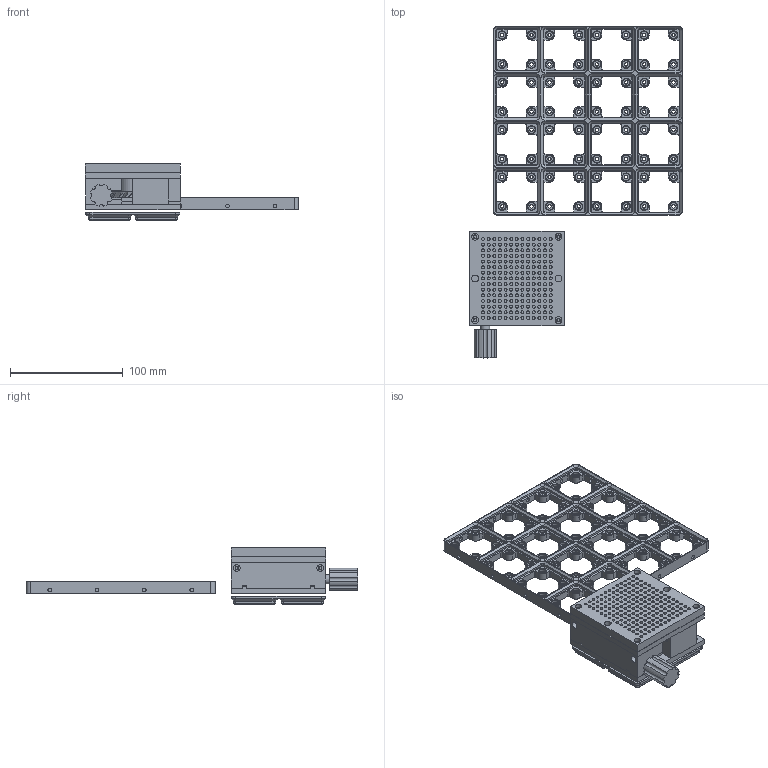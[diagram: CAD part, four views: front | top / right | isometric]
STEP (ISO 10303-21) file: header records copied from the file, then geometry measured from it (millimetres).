
FILE_DESCRIPTION(('FreeCAD Model'),'2;1');
FILE_NAME('Open CASCADE Shape Model','2025-02-16T16:22:07',('Author'),( ''),'Open CASCADE STEP processor 7.8','FreeCAD','Unknown');
FILE_SCHEMA(('AUTOMOTIVE_DESIGN { 1 0 10303 214 1 1 1 1 }'));
Length unit declared in the file: millimetre
Products named in the file (11): Rotary_Stage_v2; Cycloid Gear; Worm Gear Adjustor; Top Plate; Midplate A; Midplate B; Base Plate; Worm Gear Spacer; M3 5mm Spaced Mounting Plate; Gridfinity Base Plate; Screw Together Mesh
Assembly tree (10 placements, depth 2):
  Rotary_Stage_v2
    Cycloid Gear
    Worm Gear Adjustor
    Top Plate
    Midplate A
    Midplate B
    Base Plate
    Worm Gear Spacer
    M3 5mm Spaced Mounting Plate
    Gridfinity Base Plate
    Screw Together Mesh
Bounding box: 189 x 294.5 x 49.85 mm (x, y, z)
Volume: 372101.7 mm3; surface area: 173771.4 mm2
Topology: 10 solids, 10 shells, 1986 faces, 5110 edges, 3236 vertices
Faces by surface type: plane 899, cylinder 722, cone 289, bspline 76
Full cylindrical faces by diameter (mm): 2.55 x2, 2.6 x212, 3 x82, 3.1 x4, 3.2 x20, 3.5 x1, 6 x13, 6.5 x80, 7.85 x1, 8 x2, 15 x2, 25 x1
Entity records: 73280 total; most frequent: CARTESIAN_POINT 23339, DIRECTION 10272, ORIENTED_EDGE 10220, EDGE_CURVE 5110, AXIS2_PLACEMENT_3D 3961, VERTEX_POINT 3236, FACE_BOUND 2734, EDGE_LOOP 2734
